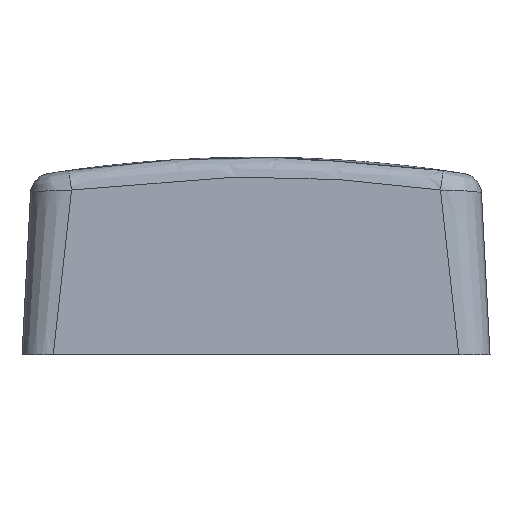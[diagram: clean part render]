
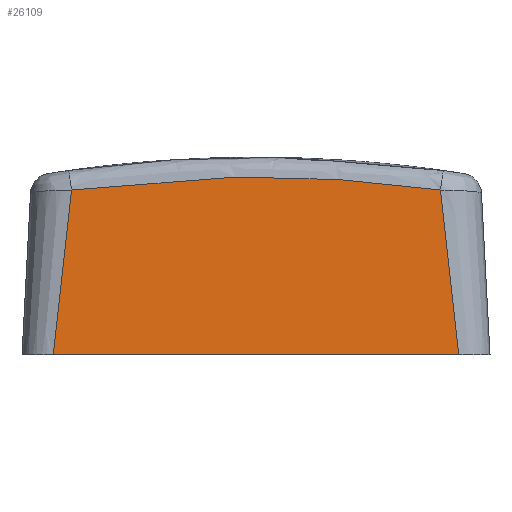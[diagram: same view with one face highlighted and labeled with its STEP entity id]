
A CAD part, front view. The second image highlights one B-rep face of the part: STEP entity #26109.
In plain terms, the highlighted planar face has unit normal (0, -0.999, 0.052).
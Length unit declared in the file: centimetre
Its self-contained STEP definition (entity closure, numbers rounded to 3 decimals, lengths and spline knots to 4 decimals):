
#34=ELLIPSE('',#29218,25.147,25.1125);
#1993=FACE_OUTER_BOUND('',#3675,.T.);
#3675=EDGE_LOOP('',(#21326,#21327,#21328,#21329));
#7004=LINE('',#47326,#8811);
#7007=LINE('',#47373,#8814);
#7029=LINE('',#47637,#8836);
#8811=VECTOR('',#37209,1.0017);
#8814=VECTOR('',#37220,1.0017);
#8836=VECTOR('',#37302,1.);
#10738=VERTEX_POINT('',#47314);
#10740=VERTEX_POINT('',#47324);
#10741=VERTEX_POINT('',#47358);
#10743=VERTEX_POINT('',#47369);
#14239=EDGE_CURVE('',#10740,#10738,#7004,.T.);
#14246=EDGE_CURVE('',#10741,#10743,#7007,.T.);
#14248=EDGE_CURVE('',#10738,#10741,#34,.T.);
#14280=EDGE_CURVE('',#10743,#10740,#7029,.T.);
#21326=ORIENTED_EDGE('',*,*,#14239,.F.);
#21327=ORIENTED_EDGE('',*,*,#14280,.F.);
#21328=ORIENTED_EDGE('',*,*,#14246,.F.);
#21329=ORIENTED_EDGE('',*,*,#14248,.F.);
#22836=PLANE('',#29248);
#26109=ADVANCED_FACE('',(#1993),#22836,.T.);
#29218=AXIS2_PLACEMENT_3D('',#47401,#37224,#37225);
#29248=AXIS2_PLACEMENT_3D('',#47640,#37306,#37307);
#37209=DIRECTION('',(0.11,0.052,0.993));
#37220=DIRECTION('',(0.11,-0.052,-0.993));
#37224=DIRECTION('center_axis',(0.,0.999,-0.052));
#37225=DIRECTION('ref_axis',(0.,0.052,0.999));
#37302=DIRECTION('',(-1.,0.,0.));
#37306=DIRECTION('center_axis',(0.,-0.999,0.052));
#37307=DIRECTION('ref_axis',(1.,0.,0.));
#47314=CARTESIAN_POINT('',(-3.5479,-20.0839,-0.031));
#47324=CARTESIAN_POINT('',(-3.899,-20.25,-3.2));
#47326=CARTESIAN_POINT('',(-3.4339,-20.03,0.9982));
#47358=CARTESIAN_POINT('',(3.5479,-20.0839,-0.031));
#47369=CARTESIAN_POINT('',(3.899,-20.25,-3.2));
#47373=CARTESIAN_POINT('',(3.5246,-20.0729,0.1798));
#47401=CARTESIAN_POINT('Origin',(0.,-21.3868,
-24.8916));
#47637=CARTESIAN_POINT('',(4.5,-20.25,-3.2));
#47640=CARTESIAN_POINT('Origin',(-4.5,-20.0825,-0.0044));
